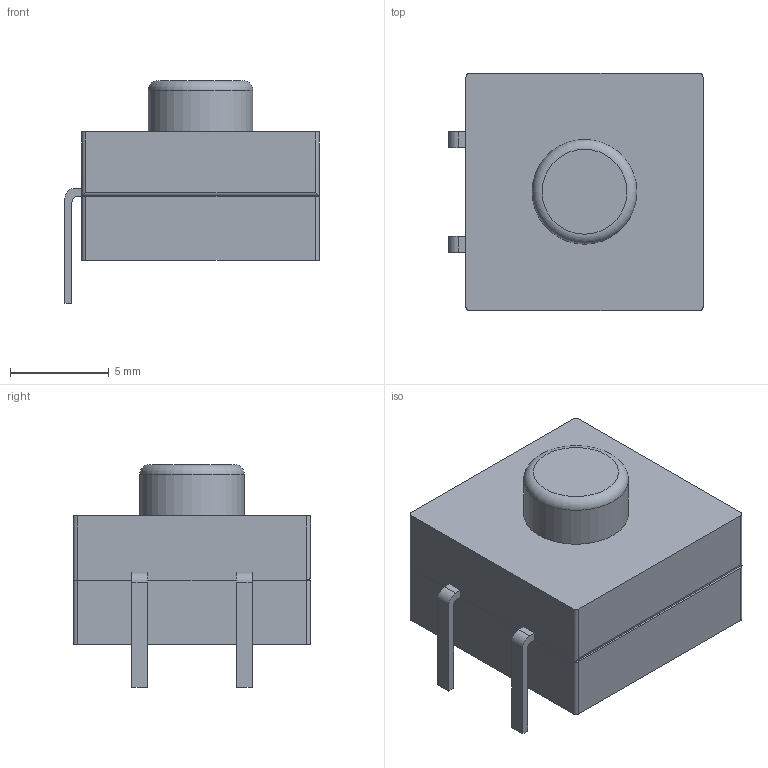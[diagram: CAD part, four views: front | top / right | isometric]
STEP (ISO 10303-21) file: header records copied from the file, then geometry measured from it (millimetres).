
FILE_DESCRIPTION(('FreeCAD Model'),'2;1');
FILE_NAME('Fusion.step', '2019-10-12T01:15:48',('kicad StepUp'),('ksu MCAD'), 'Open CASCADE STEP processor 7.3','FreeCAD','Unknown');
FILE_SCHEMA(('AUTOMOTIVE_DESIGN { 1 0 10303 214 1 1 1 1 }'));
Length unit declared in the file: millimetre
Products named in the file (1): Fusion
Bounding box: 12.86 x 12 x 11.28 mm (x, y, z)
Volume: 995.7 mm3; surface area: 669.5 mm2
Topology: 1 solids, 1 shells, 41 faces, 103 edges, 65 vertices
Faces by surface type: plane 26, cylinder 14, torus 1
Full cylindrical faces by diameter (mm): 5.3 x1
Entity records: 1516 total; most frequent: DIRECTION 213, CARTESIAN_POINT 210, ORIENTED_EDGE 206, EDGE_CURVE 103, LINE 77, VECTOR 77, AXIS2_PLACEMENT_3D 68, VERTEX_POINT 65
